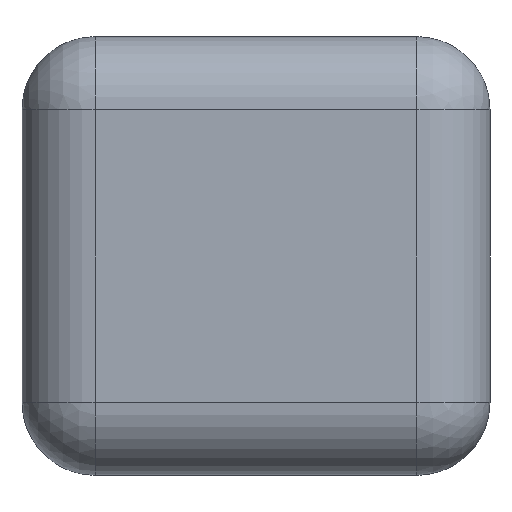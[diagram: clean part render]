
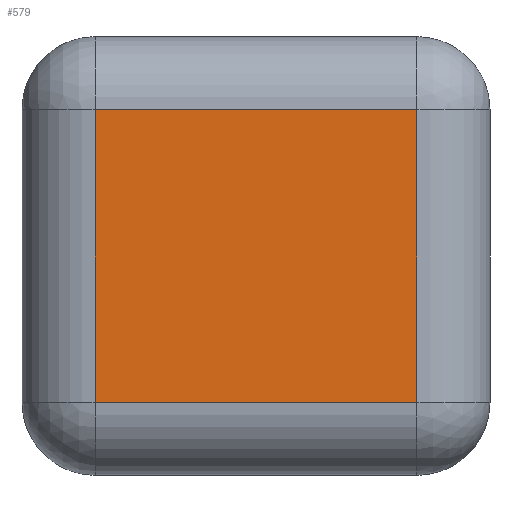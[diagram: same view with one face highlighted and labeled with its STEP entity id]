
A CAD part, left-side view. The second image highlights one B-rep face of the part: STEP entity #579.
In plain terms, the highlighted planar face has unit normal (-1, 0, 0).
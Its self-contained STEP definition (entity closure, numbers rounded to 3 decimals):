
#7 = ORIENTED_EDGE ( 'NONE', *, *, #1785, .T. ) ;
#47 = VERTEX_POINT ( 'NONE', #578 ) ;
#98 = DIRECTION ( 'NONE',  ( -1., 0., 0. ) ) ;
#124 = EDGE_LOOP ( 'NONE', ( #272, #7, #153, #1787 ) ) ;
#128 = CARTESIAN_POINT ( 'NONE',  ( -0.3, -0.11, 0.29 ) ) ;
#153 = ORIENTED_EDGE ( 'NONE', *, *, #1360, .T. ) ;
#211 = LINE ( 'NONE', #234, #1370 ) ;
#234 = CARTESIAN_POINT ( 'NONE',  ( -0.3, -0.16, 0.05 ) ) ;
#260 = CARTESIAN_POINT ( 'NONE',  ( -0.3, 0.16, 0.25 ) ) ;
#272 = ORIENTED_EDGE ( 'NONE', *, *, #1485, .T. ) ;
#332 = CARTESIAN_POINT ( 'NONE',  ( -0.3, -0.11, 0.05 ) ) ;
#374 = CARTESIAN_POINT ( 'NONE',  ( -0.3, 0.11, 0.05 ) ) ;
#402 = DIRECTION ( 'NONE',  ( 0., 1., 0. ) ) ;
#551 = CARTESIAN_POINT ( 'NONE',  ( -0.3, -0.15, 0.29 ) ) ;
#578 = CARTESIAN_POINT ( 'NONE',  ( -0.3, -0.11, 0.25 ) ) ;
#579 = ADVANCED_FACE ( 'NONE', ( #1230 ), #1660, .T. ) ;
#674 = VERTEX_POINT ( 'NONE', #1865 ) ;
#905 = VECTOR ( 'NONE', #402, 1000. ) ;
#963 = VECTOR ( 'NONE', #1848, 1000. ) ;
#1129 = VERTEX_POINT ( 'NONE', #374 ) ;
#1134 = DIRECTION ( 'NONE',  ( 0., 0., 1. ) ) ;
#1230 = FACE_OUTER_BOUND ( 'NONE', #124, .T. ) ;
#1233 = AXIS2_PLACEMENT_3D ( 'NONE', #551, #98, #1134 ) ;
#1273 = VECTOR ( 'NONE', #1464, 1000. ) ;
#1322 = VERTEX_POINT ( 'NONE', #332 ) ;
#1323 = LINE ( 'NONE', #1332, #1273 ) ;
#1332 = CARTESIAN_POINT ( 'NONE',  ( -0.3, 0.11, 0.29 ) ) ;
#1360 = EDGE_CURVE ( 'NONE', #1129, #1322, #211, .T. ) ;
#1370 = VECTOR ( 'NONE', #1826, 1000. ) ;
#1437 = LINE ( 'NONE', #128, #963 ) ;
#1464 = DIRECTION ( 'NONE',  ( 0., 0., -1. ) ) ;
#1485 = EDGE_CURVE ( 'NONE', #47, #674, #1581, .T. ) ;
#1581 = LINE ( 'NONE', #260, #905 ) ;
#1660 = PLANE ( 'NONE',  #1233 ) ;
#1756 = EDGE_CURVE ( 'NONE', #1322, #47, #1437, .T. ) ;
#1785 = EDGE_CURVE ( 'NONE', #674, #1129, #1323, .T. ) ;
#1787 = ORIENTED_EDGE ( 'NONE', *, *, #1756, .T. ) ;
#1826 = DIRECTION ( 'NONE',  ( 0., -1., 0. ) ) ;
#1848 = DIRECTION ( 'NONE',  ( 0., 0., 1. ) ) ;
#1865 = CARTESIAN_POINT ( 'NONE',  ( -0.3, 0.11, 0.25 ) ) ;
